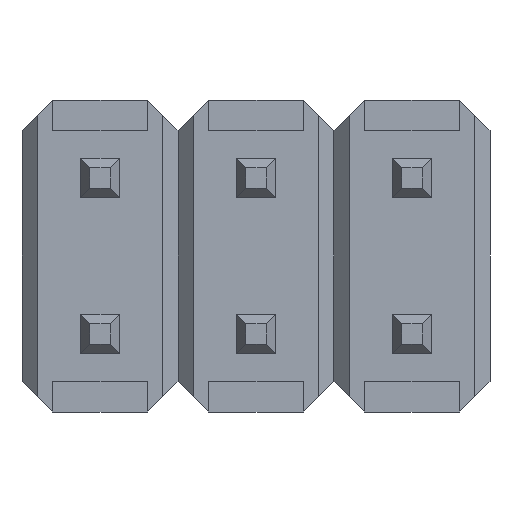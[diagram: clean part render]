
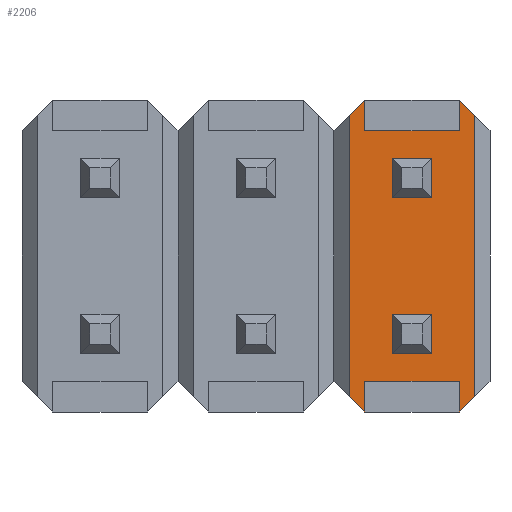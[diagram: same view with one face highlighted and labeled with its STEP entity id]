
A CAD part, front view. The second image highlights one B-rep face of the part: STEP entity #2206.
In plain terms, the highlighted planar face has unit normal (0, -1, 0).
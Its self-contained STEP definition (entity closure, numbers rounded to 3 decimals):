
#349=DIRECTION('',(-0.707,0.,-0.707));
#350=VECTOR('',#349,0.354);
#351=CARTESIAN_POINT('',(8.64,-1.94,-2.29));
#352=LINE('',#351,#350);
#377=DIRECTION('',(0.,0.,-1.));
#378=VECTOR('',#377,0.5);
#379=CARTESIAN_POINT('',(8.39,-1.94,-2.04));
#380=LINE('',#379,#378);
#384=DIRECTION('',(1.,0.,0.));
#385=VECTOR('',#384,1.54);
#386=CARTESIAN_POINT('',(6.85,-1.94,-2.04));
#387=LINE('',#386,#385);
#391=DIRECTION('',(0.,0.,1.));
#392=VECTOR('',#391,0.5);
#393=CARTESIAN_POINT('',(6.85,-1.94,-2.54));
#394=LINE('',#393,#392);
#398=DIRECTION('',(0.,0.,1.));
#399=VECTOR('',#398,0.5);
#400=CARTESIAN_POINT('',(6.85,-1.94,2.04));
#401=LINE('',#400,#399);
#405=DIRECTION('',(-1.,0.,0.));
#406=VECTOR('',#405,1.54);
#407=CARTESIAN_POINT('',(8.39,-1.94,2.04));
#408=LINE('',#407,#406);
#412=DIRECTION('',(0.,0.,-1.));
#413=VECTOR('',#412,0.5);
#414=CARTESIAN_POINT('',(8.39,-1.94,2.54));
#415=LINE('',#414,#413);
#419=DIRECTION('',(1.,0.,0.));
#420=VECTOR('',#419,0.64);
#421=CARTESIAN_POINT('',(7.3,-1.94,1.59));
#422=LINE('',#421,#420);
#426=DIRECTION('',(0.,0.,1.));
#427=VECTOR('',#426,0.64);
#428=CARTESIAN_POINT('',(7.3,-1.94,0.95));
#429=LINE('',#428,#427);
#433=DIRECTION('',(-1.,0.,0.));
#434=VECTOR('',#433,0.64);
#435=CARTESIAN_POINT('',(7.94,-1.94,0.95));
#436=LINE('',#435,#434);
#440=DIRECTION('',(0.,0.,-1.));
#441=VECTOR('',#440,0.64);
#442=CARTESIAN_POINT('',(7.94,-1.94,1.59));
#443=LINE('',#442,#441);
#447=DIRECTION('',(0.,0.,-1.));
#448=VECTOR('',#447,0.64);
#449=CARTESIAN_POINT('',(7.94,-1.94,-0.95));
#450=LINE('',#449,#448);
#454=DIRECTION('',(1.,0.,0.));
#455=VECTOR('',#454,0.64);
#456=CARTESIAN_POINT('',(7.3,-1.94,-0.95));
#457=LINE('',#456,#455);
#461=DIRECTION('',(0.,0.,1.));
#462=VECTOR('',#461,0.64);
#463=CARTESIAN_POINT('',(7.3,-1.94,-1.59));
#464=LINE('',#463,#462);
#468=DIRECTION('',(-1.,0.,0.));
#469=VECTOR('',#468,0.64);
#470=CARTESIAN_POINT('',(7.94,-1.94,-1.59));
#471=LINE('',#470,#469);
#489=DIRECTION('',(0.,0.,1.));
#490=VECTOR('',#489,4.58);
#491=CARTESIAN_POINT('',(8.64,-1.94,-2.29));
#492=LINE('',#491,#490);
#503=DIRECTION('',(0.707,0.,-0.707));
#504=VECTOR('',#503,0.354);
#505=CARTESIAN_POINT('',(8.39,-1.94,2.54));
#506=LINE('',#505,#504);
#643=DIRECTION('',(-0.707,0.,0.707));
#644=VECTOR('',#643,0.354);
#645=CARTESIAN_POINT('',(6.85,-1.94,-2.54));
#646=LINE('',#645,#644);
#923=DIRECTION('',(0.,0.,-1.));
#924=VECTOR('',#923,4.58);
#925=CARTESIAN_POINT('',(6.6,-1.94,2.29));
#926=LINE('',#925,#924);
#937=DIRECTION('',(0.707,0.,0.707));
#938=VECTOR('',#937,0.354);
#939=CARTESIAN_POINT('',(6.6,-1.94,2.29));
#940=LINE('',#939,#938);
#1845=CARTESIAN_POINT('',(8.39,-1.94,2.04));
#1846=CARTESIAN_POINT('',(6.85,-1.94,2.04));
#1847=VERTEX_POINT('',#1845);
#1848=VERTEX_POINT('',#1846);
#1849=CARTESIAN_POINT('',(6.85,-1.94,-2.04));
#1850=CARTESIAN_POINT('',(8.39,-1.94,-2.04));
#1851=VERTEX_POINT('',#1849);
#1852=VERTEX_POINT('',#1850);
#1869=CARTESIAN_POINT('',(8.39,-1.94,2.54));
#1870=VERTEX_POINT('',#1869);
#1871=CARTESIAN_POINT('',(6.85,-1.94,2.54));
#1872=VERTEX_POINT('',#1871);
#1873=CARTESIAN_POINT('',(6.85,-1.94,-2.54));
#1874=VERTEX_POINT('',#1873);
#1875=CARTESIAN_POINT('',(8.39,-1.94,-2.54));
#1876=VERTEX_POINT('',#1875);
#1889=CARTESIAN_POINT('',(8.64,-1.94,-2.29));
#1890=CARTESIAN_POINT('',(8.64,-1.94,2.29));
#1891=VERTEX_POINT('',#1889);
#1892=VERTEX_POINT('',#1890);
#1897=CARTESIAN_POINT('',(6.6,-1.94,2.29));
#1898=CARTESIAN_POINT('',(6.6,-1.94,-2.29));
#1899=VERTEX_POINT('',#1897);
#1900=VERTEX_POINT('',#1898);
#1917=CARTESIAN_POINT('',(7.3,-1.94,1.59));
#1918=CARTESIAN_POINT('',(7.94,-1.94,1.59));
#1919=VERTEX_POINT('',#1917);
#1920=VERTEX_POINT('',#1918);
#1921=CARTESIAN_POINT('',(7.94,-1.94,0.95));
#1922=VERTEX_POINT('',#1921);
#1923=CARTESIAN_POINT('',(7.3,-1.94,0.95));
#1924=VERTEX_POINT('',#1923);
#1925=CARTESIAN_POINT('',(7.94,-1.94,-0.95));
#1926=CARTESIAN_POINT('',(7.94,-1.94,-1.59));
#1927=VERTEX_POINT('',#1925);
#1928=VERTEX_POINT('',#1926);
#1929=CARTESIAN_POINT('',(7.3,-1.94,-1.59));
#1930=VERTEX_POINT('',#1929);
#1931=CARTESIAN_POINT('',(7.3,-1.94,-0.95));
#1932=VERTEX_POINT('',#1931);
#2156=CARTESIAN_POINT('',(0.,-1.94,0.));
#2157=DIRECTION('',(0.,-1.,0.));
#2158=DIRECTION('',(0.,0.,-1.));
#2159=AXIS2_PLACEMENT_3D('',#2156,#2157,#2158);
#2160=PLANE('',#2159);
#2162=ORIENTED_EDGE('',*,*,#2161,.F.);
#2163=ORIENTED_EDGE('',*,*,#2143,.T.);
#2165=ORIENTED_EDGE('',*,*,#2164,.F.);
#2167=ORIENTED_EDGE('',*,*,#2166,.F.);
#2169=ORIENTED_EDGE('',*,*,#2168,.F.);
#2171=ORIENTED_EDGE('',*,*,#2170,.T.);
#2173=ORIENTED_EDGE('',*,*,#2172,.F.);
#2175=ORIENTED_EDGE('',*,*,#2174,.T.);
#2177=ORIENTED_EDGE('',*,*,#2176,.F.);
#2179=ORIENTED_EDGE('',*,*,#2178,.F.);
#2181=ORIENTED_EDGE('',*,*,#2180,.F.);
#2183=ORIENTED_EDGE('',*,*,#2182,.T.);
#2184=EDGE_LOOP('',(#2162,#2163,#2165,#2167,#2169,#2171,#2173,#2175,#2177,#2179,
#2181,#2183));
#2185=FACE_OUTER_BOUND('',#2184,.F.);
#2187=ORIENTED_EDGE('',*,*,#2186,.F.);
#2189=ORIENTED_EDGE('',*,*,#2188,.F.);
#2191=ORIENTED_EDGE('',*,*,#2190,.F.);
#2193=ORIENTED_EDGE('',*,*,#2192,.F.);
#2194=EDGE_LOOP('',(#2187,#2189,#2191,#2193));
#2195=FACE_BOUND('',#2194,.F.);
#2197=ORIENTED_EDGE('',*,*,#2196,.F.);
#2199=ORIENTED_EDGE('',*,*,#2198,.F.);
#2201=ORIENTED_EDGE('',*,*,#2200,.F.);
#2203=ORIENTED_EDGE('',*,*,#2202,.F.);
#2204=EDGE_LOOP('',(#2197,#2199,#2201,#2203));
#2205=FACE_BOUND('',#2204,.F.);
#2206=ADVANCED_FACE('',(#2185,#2195,#2205),#2160,.T.);
#2143=EDGE_CURVE('',#1891,#1876,#352,.T.);
#2161=EDGE_CURVE('',#1891,#1892,#492,.T.);
#2164=EDGE_CURVE('',#1852,#1876,#380,.T.);
#2166=EDGE_CURVE('',#1851,#1852,#387,.T.);
#2168=EDGE_CURVE('',#1874,#1851,#394,.T.);
#2170=EDGE_CURVE('',#1874,#1900,#646,.T.);
#2172=EDGE_CURVE('',#1899,#1900,#926,.T.);
#2174=EDGE_CURVE('',#1899,#1872,#940,.T.);
#2176=EDGE_CURVE('',#1848,#1872,#401,.T.);
#2178=EDGE_CURVE('',#1847,#1848,#408,.T.);
#2180=EDGE_CURVE('',#1870,#1847,#415,.T.);
#2182=EDGE_CURVE('',#1870,#1892,#506,.T.);
#2186=EDGE_CURVE('',#1919,#1920,#422,.T.);
#2188=EDGE_CURVE('',#1924,#1919,#429,.T.);
#2190=EDGE_CURVE('',#1922,#1924,#436,.T.);
#2192=EDGE_CURVE('',#1920,#1922,#443,.T.);
#2196=EDGE_CURVE('',#1927,#1928,#450,.T.);
#2198=EDGE_CURVE('',#1932,#1927,#457,.T.);
#2200=EDGE_CURVE('',#1930,#1932,#464,.T.);
#2202=EDGE_CURVE('',#1928,#1930,#471,.T.);
